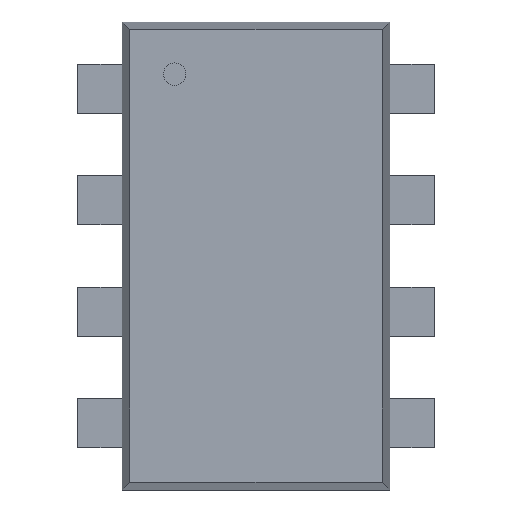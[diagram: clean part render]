
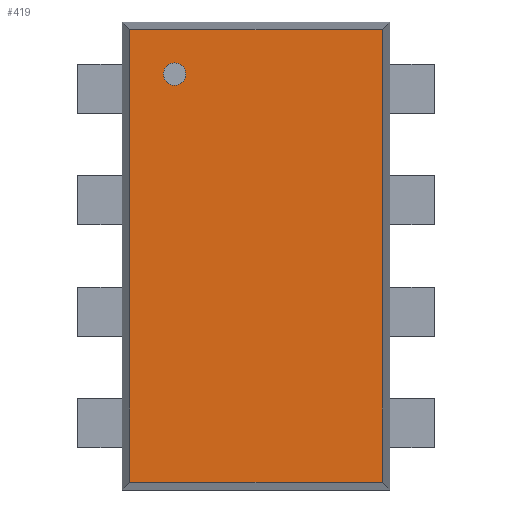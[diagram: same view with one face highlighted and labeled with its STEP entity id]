
A CAD part, top view. The second image highlights one B-rep face of the part: STEP entity #419.
In plain terms, the highlighted planar face has unit normal (0, 0, 1).
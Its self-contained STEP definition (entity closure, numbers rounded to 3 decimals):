
#32=VECTOR('',#33,1.);
#33=DIRECTION('',(0.,-1.,0.));
#56=VECTOR('',#57,1.);
#57=DIRECTION('',(-1.,0.,0.));
#105=VERTEX_POINT('',#106);
#106=CARTESIAN_POINT('',(-0.565,-1.015,0.625));
#108=ORIENTED_EDGE('',*,*,#109,.F.);
#109=EDGE_CURVE('',#110,#105,#112,.T.);
#110=VERTEX_POINT('',#111);
#111=CARTESIAN_POINT('',(-0.565,1.015,0.625));
#112=LINE('',#111,#32);
#184=VECTOR('',#185,1.);
#185=DIRECTION('',(1.,0.,0.));
#191=VECTOR('',#192,1.);
#192=DIRECTION('',(0.,1.,0.));
#225=DIRECTION('',(0.,0.,-1.));
#232=ORIENTED_EDGE('',*,*,#233,.F.);
#233=EDGE_CURVE('',#234,#110,#236,.T.);
#234=VERTEX_POINT('',#235);
#235=CARTESIAN_POINT('',(0.565,1.015,0.625));
#236=LINE('',#235,#56);
#411=VERTEX_POINT('',#412);
#412=CARTESIAN_POINT('',(0.565,-1.015,0.625));
#414=ORIENTED_EDGE('',*,*,#415,.F.);
#415=EDGE_CURVE('',#105,#411,#416,.T.);
#416=LINE('',#106,#184);
#419=ADVANCED_FACE('',(#420,#425),#435,.F.);
#420=FACE_BOUND('',#421,.F.);
#421=EDGE_LOOP('',(#108,#232,#422,#414));
#422=ORIENTED_EDGE('',*,*,#423,.F.);
#423=EDGE_CURVE('',#411,#234,#424,.T.);
#424=LINE('',#412,#191);
#425=FACE_BOUND('',#426,.F.);
#426=EDGE_LOOP('',(#427));
#427=ORIENTED_EDGE('',*,*,#428,.F.);
#428=EDGE_CURVE('',#429,#429,#431,.T.);
#429=VERTEX_POINT('',#430);
#430=CARTESIAN_POINT('',(-0.365,0.765,0.625));
#431=CIRCLE('',#432,0.05);
#432=AXIS2_PLACEMENT_3D('',#433,#434,#33);
#433=CARTESIAN_POINT('',(-0.365,0.815,0.625));
#434=DIRECTION('',(0.,-0.,-1.));
#435=PLANE('',#436);
#436=AXIS2_PLACEMENT_3D('',#111,#225,#437);
#437=DIRECTION('',(0.486,-0.874,0.));
